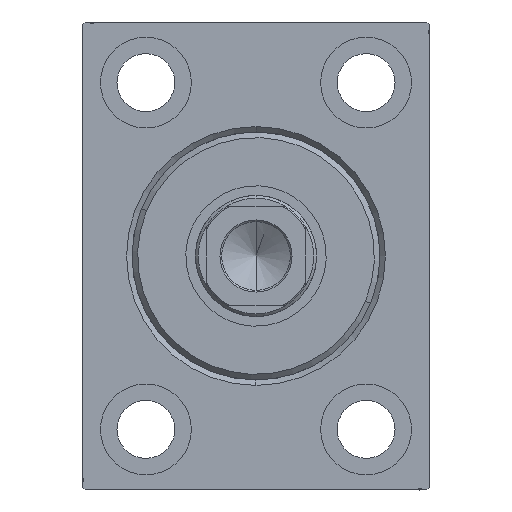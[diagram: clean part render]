
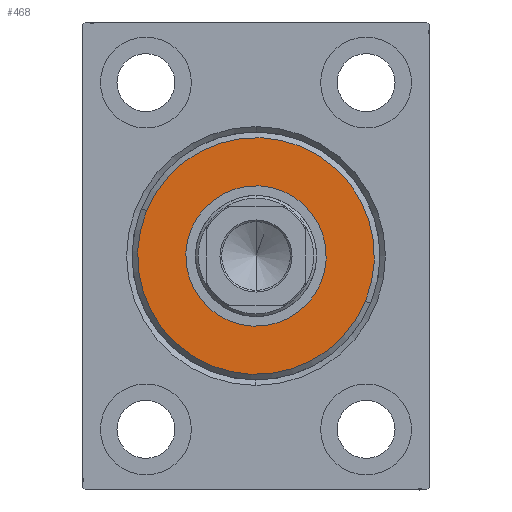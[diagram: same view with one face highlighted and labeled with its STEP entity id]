
A CAD part, left-side view. The second image highlights one B-rep face of the part: STEP entity #468.
In plain terms, the highlighted face is planar.
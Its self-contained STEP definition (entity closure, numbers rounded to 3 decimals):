
#101 = ORIENTED_EDGE ( 'NONE', *, *, #11663, .T. ) ;
#468 = ADVANCED_FACE ( 'NONE', ( #1099, #11271 ), #38245, .T. ) ;
#1099 = FACE_OUTER_BOUND ( 'NONE', #41055, .T. ) ;
#1402 = VERTEX_POINT ( 'NONE', #5090 ) ;
#1483 = CIRCLE ( 'NONE', #2902, 21.5 ) ;
#2401 = VERTEX_POINT ( 'NONE', #28209 ) ;
#2902 = AXIS2_PLACEMENT_3D ( 'NONE', #7787, #23973, #37444 ) ;
#3080 = AXIS2_PLACEMENT_3D ( 'NONE', #31373, #27848, #10811 ) ;
#5090 = CARTESIAN_POINT ( 'NONE',  ( 3., 0., 21.5 ) ) ;
#7591 = VERTEX_POINT ( 'NONE', #17861 ) ;
#7787 = CARTESIAN_POINT ( 'NONE',  ( 3., 0., 0. ) ) ;
#8908 = EDGE_CURVE ( 'NONE', #2401, #1402, #1483, .T. ) ;
#9233 = ORIENTED_EDGE ( 'NONE', *, *, #8908, .T. ) ;
#10811 = DIRECTION ( 'NONE',  ( 0., 0., -1. ) ) ;
#11271 = FACE_BOUND ( 'NONE', #15178, .T. ) ;
#11491 = DIRECTION ( 'NONE',  ( 1., 0., 0. ) ) ;
#11663 = EDGE_CURVE ( 'NONE', #1402, #2401, #29796, .T. ) ;
#12890 = EDGE_CURVE ( 'NONE', #36814, #7591, #22167, .T. ) ;
#13563 = DIRECTION ( 'NONE',  ( -1., 0., 0. ) ) ;
#14212 = CARTESIAN_POINT ( 'NONE',  ( 3., 0., 0. ) ) ;
#15178 = EDGE_LOOP ( 'NONE', ( #18785, #24213 ) ) ;
#15515 = EDGE_CURVE ( 'NONE', #7591, #36814, #26123, .T. ) ;
#17861 = CARTESIAN_POINT ( 'NONE',  ( 3., 0., 12.75 ) ) ;
#18785 = ORIENTED_EDGE ( 'NONE', *, *, #15515, .T. ) ;
#20416 = DIRECTION ( 'NONE',  ( 0., 0., -1. ) ) ;
#22167 = CIRCLE ( 'NONE', #3080, 12.75 ) ;
#23973 = DIRECTION ( 'NONE',  ( 1., 0., 0. ) ) ;
#24213 = ORIENTED_EDGE ( 'NONE', *, *, #12890, .T. ) ;
#25318 = AXIS2_PLACEMENT_3D ( 'NONE', #41777, #11491, #34936 ) ;
#26123 = CIRCLE ( 'NONE', #40246, 12.75 ) ;
#27843 = CARTESIAN_POINT ( 'NONE',  ( 3., 0., 0. ) ) ;
#27848 = DIRECTION ( 'NONE',  ( -1., 0., 0. ) ) ;
#28209 = CARTESIAN_POINT ( 'NONE',  ( 3., 0., -21.5 ) ) ;
#29796 = CIRCLE ( 'NONE', #38283, 21.5 ) ;
#31373 = CARTESIAN_POINT ( 'NONE',  ( 3., 0., 0. ) ) ;
#34253 = DIRECTION ( 'NONE',  ( 1., 0., 0. ) ) ;
#34936 = DIRECTION ( 'NONE',  ( 0., 0., -1. ) ) ;
#36814 = VERTEX_POINT ( 'NONE', #41775 ) ;
#37444 = DIRECTION ( 'NONE',  ( 0., 0., -1. ) ) ;
#37571 = DIRECTION ( 'NONE',  ( 0., 0., -1. ) ) ;
#38245 = PLANE ( 'NONE',  #25318 ) ;
#38283 = AXIS2_PLACEMENT_3D ( 'NONE', #27843, #34253, #37571 ) ;
#40246 = AXIS2_PLACEMENT_3D ( 'NONE', #14212, #13563, #20416 ) ;
#41055 = EDGE_LOOP ( 'NONE', ( #101, #9233 ) ) ;
#41775 = CARTESIAN_POINT ( 'NONE',  ( 3., 0., -12.75 ) ) ;
#41777 = CARTESIAN_POINT ( 'NONE',  ( 3., 0., 0. ) ) ;
